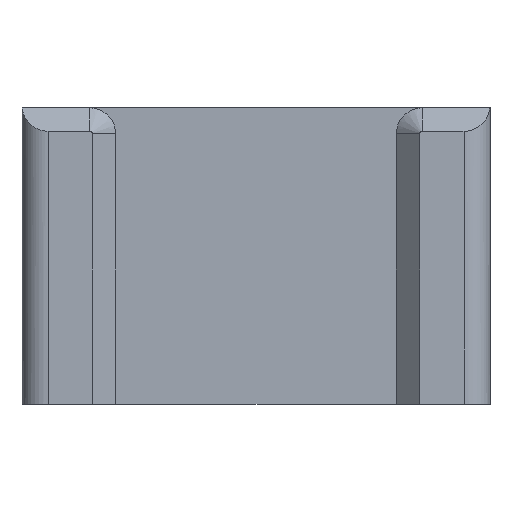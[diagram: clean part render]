
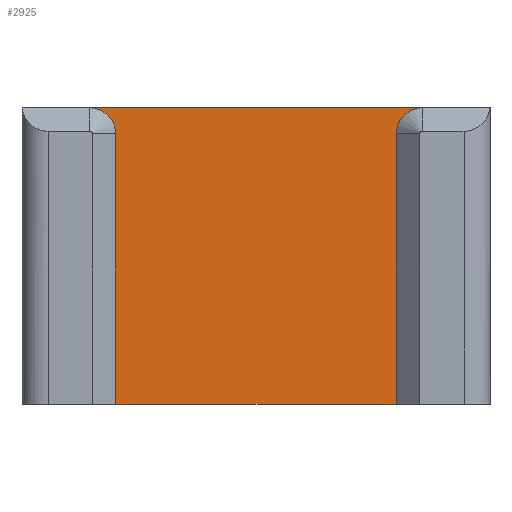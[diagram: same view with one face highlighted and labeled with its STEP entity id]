
A CAD part, front view. The second image highlights one B-rep face of the part: STEP entity #2925.
In plain terms, the highlighted planar face has unit normal (0, -1, 0).
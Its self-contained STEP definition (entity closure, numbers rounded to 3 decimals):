
#22 = CARTESIAN_POINT ( 'NONE',  ( -45., -55., -57. ) ) ;
#104 = VERTEX_POINT ( 'NONE', #2332 ) ;
#132 = DIRECTION ( 'NONE',  ( 1., 0., 0. ) ) ;
#182 = EDGE_CURVE ( 'NONE', #104, #1242, #1837, .T. ) ;
#274 = VERTEX_POINT ( 'NONE', #2959 ) ;
#323 = EDGE_LOOP ( 'NONE', ( #593, #782, #527, #3086, #3579, #1882 ) ) ;
#405 = VECTOR ( 'NONE', #3607, 1000. ) ;
#431 = CARTESIAN_POINT ( 'NONE',  ( -45., -55., -57. ) ) ;
#527 = ORIENTED_EDGE ( 'NONE', *, *, #574, .T. ) ;
#574 = EDGE_CURVE ( 'NONE', #104, #3127, #2686, .T. ) ;
#593 = ORIENTED_EDGE ( 'NONE', *, *, #1083, .T. ) ;
#761 = CARTESIAN_POINT ( 'NONE',  ( 32., -55., 0. ) ) ;
#782 = ORIENTED_EDGE ( 'NONE', *, *, #182, .F. ) ;
#880 = LINE ( 'NONE', #22, #2338 ) ;
#952 = DIRECTION ( 'NONE',  ( 0., 1., 0. ) ) ;
#1031 = FACE_OUTER_BOUND ( 'NONE', #323, .T. ) ;
#1083 = EDGE_CURVE ( 'NONE', #274, #1242, #880, .T. ) ;
#1177 = CARTESIAN_POINT ( 'NONE',  ( 27., -55., -57. ) ) ;
#1242 = VERTEX_POINT ( 'NONE', #1177 ) ;
#1246 = CARTESIAN_POINT ( 'NONE',  ( 32., -55., -5. ) ) ;
#1267 = DIRECTION ( 'NONE',  ( 0., 0., -1. ) ) ;
#1303 = LINE ( 'NONE', #3567, #2840 ) ;
#1421 = VERTEX_POINT ( 'NONE', #2701 ) ;
#1510 = CARTESIAN_POINT ( 'NONE',  ( 27., -55., 0. ) ) ;
#1569 = DIRECTION ( 'NONE',  ( 0., 0., -1. ) ) ;
#1685 = CARTESIAN_POINT ( 'NONE',  ( -27., -55., -5. ) ) ;
#1730 = DIRECTION ( 'NONE',  ( 1., 0., 0. ) ) ;
#1837 = LINE ( 'NONE', #1510, #2379 ) ;
#1846 = CARTESIAN_POINT ( 'NONE',  ( -32., -55., -5. ) ) ;
#1882 = ORIENTED_EDGE ( 'NONE', *, *, #2142, .T. ) ;
#2132 = DIRECTION ( 'NONE',  ( 0., 1., 0. ) ) ;
#2141 = PLANE ( 'NONE',  #3425 ) ;
#2142 = EDGE_CURVE ( 'NONE', #3197, #274, #2527, .T. ) ;
#2264 = CARTESIAN_POINT ( 'NONE',  ( -27., -55., 0. ) ) ;
#2332 = CARTESIAN_POINT ( 'NONE',  ( 27., -55., -5. ) ) ;
#2338 = VECTOR ( 'NONE', #1730, 1000. ) ;
#2379 = VECTOR ( 'NONE', #1267, 1000. ) ;
#2441 = DIRECTION ( 'NONE',  ( 0., -1., 0. ) ) ;
#2527 = LINE ( 'NONE', #2264, #405 ) ;
#2686 = CIRCLE ( 'NONE', #2863, 5. ) ;
#2701 = CARTESIAN_POINT ( 'NONE',  ( -32., -55., 0. ) ) ;
#2713 = AXIS2_PLACEMENT_3D ( 'NONE', #1846, #2132, #3254 ) ;
#2840 = VECTOR ( 'NONE', #132, 1000. ) ;
#2863 = AXIS2_PLACEMENT_3D ( 'NONE', #1246, #952, #3235 ) ;
#2925 = ADVANCED_FACE ( 'NONE', ( #1031 ), #2141, .T. ) ;
#2959 = CARTESIAN_POINT ( 'NONE',  ( -27., -55., -57. ) ) ;
#3034 = EDGE_CURVE ( 'NONE', #1421, #3197, #3596, .T. ) ;
#3086 = ORIENTED_EDGE ( 'NONE', *, *, #3517, .F. ) ;
#3127 = VERTEX_POINT ( 'NONE', #761 ) ;
#3197 = VERTEX_POINT ( 'NONE', #1685 ) ;
#3235 = DIRECTION ( 'NONE',  ( 0., 0., -1. ) ) ;
#3254 = DIRECTION ( 'NONE',  ( 0., 0., -1. ) ) ;
#3425 = AXIS2_PLACEMENT_3D ( 'NONE', #431, #2441, #1569 ) ;
#3517 = EDGE_CURVE ( 'NONE', #1421, #3127, #1303, .T. ) ;
#3567 = CARTESIAN_POINT ( 'NONE',  ( -45., -55., 0. ) ) ;
#3579 = ORIENTED_EDGE ( 'NONE', *, *, #3034, .T. ) ;
#3596 = CIRCLE ( 'NONE', #2713, 5. ) ;
#3607 = DIRECTION ( 'NONE',  ( 0., 0., -1. ) ) ;
